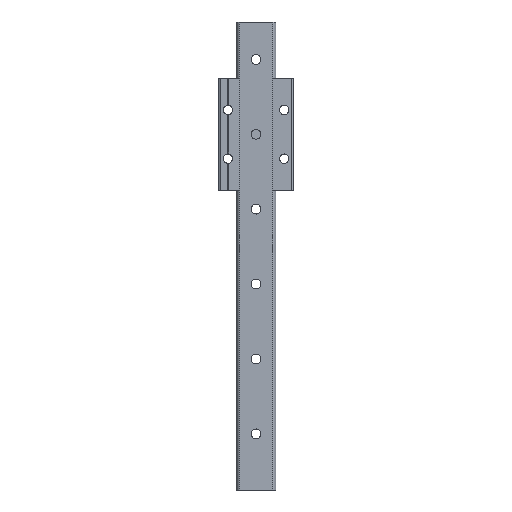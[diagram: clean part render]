
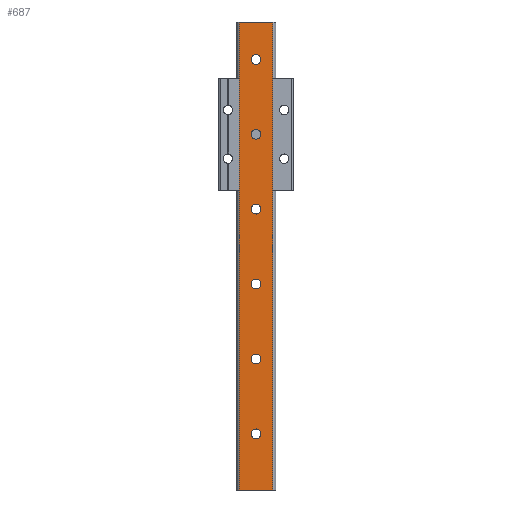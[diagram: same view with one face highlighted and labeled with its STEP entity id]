
A CAD part, front view. The second image highlights one B-rep face of the part: STEP entity #687.
In plain terms, the highlighted planar face has unit normal (0, -1, 0).
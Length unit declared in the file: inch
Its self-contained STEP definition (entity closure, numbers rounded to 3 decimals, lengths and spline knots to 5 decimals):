
#71 = DIRECTION ( 'NONE',  ( 1., 0., 0. ) ) ;
#75 = CARTESIAN_POINT ( 'NONE',  ( -0.17379, 0., -4.9213 ) ) ;
#84 = EDGE_CURVE ( 'NONE', #2443, #8649, #4894, .T. ) ;
#171 = VERTEX_POINT ( 'NONE', #282 ) ;
#229 = DIRECTION ( 'NONE',  ( 0., 0., 1. ) ) ;
#261 = CIRCLE ( 'NONE', #4116, 0.05118 ) ;
#282 = CARTESIAN_POINT ( 'NONE',  ( 0., 0., -4.27953 ) ) ;
#411 = EDGE_LOOP ( 'NONE', ( #8693, #2351 ) ) ;
#424 = DIRECTION ( 'NONE',  ( 1., 0., 0. ) ) ;
#446 = CARTESIAN_POINT ( 'NONE',  ( 0.17379, 0., 0. ) ) ;
#474 = CARTESIAN_POINT ( 'NONE',  ( 0., 0., -3.54331 ) ) ;
#609 = EDGE_LOOP ( 'NONE', ( #682, #3076 ) ) ;
#682 = ORIENTED_EDGE ( 'NONE', *, *, #2166, .T. ) ;
#687 = ADVANCED_FACE ( 'NONE', ( #1668, #5168, #1572, #8018, #6441, #5714, #3046 ), #3785, .T. ) ;
#771 = CARTESIAN_POINT ( 'NONE',  ( -0.17379, 0., 0. ) ) ;
#811 = AXIS2_PLACEMENT_3D ( 'NONE', #3956, #7515, #6767 ) ;
#830 = EDGE_CURVE ( 'NONE', #171, #1693, #2065, .T. ) ;
#846 = CIRCLE ( 'NONE', #7192, 0.05118 ) ;
#887 = AXIS2_PLACEMENT_3D ( 'NONE', #75, #8553, #5030 ) ;
#895 = AXIS2_PLACEMENT_3D ( 'NONE', #4454, #3028, #7960 ) ;
#973 = AXIS2_PLACEMENT_3D ( 'NONE', #7789, #1335, #6958 ) ;
#1006 = CIRCLE ( 'NONE', #2209, 0.05118 ) ;
#1110 = VERTEX_POINT ( 'NONE', #8576 ) ;
#1153 = CARTESIAN_POINT ( 'NONE',  ( 0.17379, 0., -4.9213 ) ) ;
#1197 = CIRCLE ( 'NONE', #6786, 0.05118 ) ;
#1335 = DIRECTION ( 'NONE',  ( 0., 1., 0. ) ) ;
#1381 = CARTESIAN_POINT ( 'NONE',  ( 0., 0., -1.12992 ) ) ;
#1408 = ORIENTED_EDGE ( 'NONE', *, *, #830, .T. ) ;
#1551 = ORIENTED_EDGE ( 'NONE', *, *, #6068, .T. ) ;
#1572 = FACE_BOUND ( 'NONE', #2163, .T. ) ;
#1621 = ORIENTED_EDGE ( 'NONE', *, *, #4450, .T. ) ;
#1637 = CARTESIAN_POINT ( 'NONE',  ( 0., 0., -0.34252 ) ) ;
#1668 = FACE_BOUND ( 'NONE', #7619, .T. ) ;
#1693 = VERTEX_POINT ( 'NONE', #8590 ) ;
#1725 = CARTESIAN_POINT ( 'NONE',  ( 0., 0., -2.70472 ) ) ;
#1727 = EDGE_LOOP ( 'NONE', ( #7105, #6268 ) ) ;
#1728 = CIRCLE ( 'NONE', #973, 0.05118 ) ;
#1805 = DIRECTION ( 'NONE',  ( 0., 1., 0. ) ) ;
#1881 = VERTEX_POINT ( 'NONE', #4384 ) ;
#1922 = VERTEX_POINT ( 'NONE', #7350 ) ;
#1945 = DIRECTION ( 'NONE',  ( 0., 0., 1. ) ) ;
#2065 = CIRCLE ( 'NONE', #5864, 0.05118 ) ;
#2112 = EDGE_CURVE ( 'NONE', #1110, #3461, #7800, .T. ) ;
#2163 = EDGE_LOOP ( 'NONE', ( #7893, #6737 ) ) ;
#2166 = EDGE_CURVE ( 'NONE', #2332, #1881, #5389, .T. ) ;
#2209 = AXIS2_PLACEMENT_3D ( 'NONE', #5333, #6745, #8813 ) ;
#2332 = VERTEX_POINT ( 'NONE', #1381 ) ;
#2351 = ORIENTED_EDGE ( 'NONE', *, *, #5380, .T. ) ;
#2367 = CARTESIAN_POINT ( 'NONE',  ( 0.17379, 0., -4.9213 ) ) ;
#2411 = CARTESIAN_POINT ( 'NONE',  ( 0., 0., -1.1811 ) ) ;
#2439 = DIRECTION ( 'NONE',  ( 0., 1., 0. ) ) ;
#2443 = VERTEX_POINT ( 'NONE', #3215 ) ;
#2463 = CIRCLE ( 'NONE', #811, 0.05118 ) ;
#2617 = CARTESIAN_POINT ( 'NONE',  ( -0.17379, 0., -4.9213 ) ) ;
#2651 = AXIS2_PLACEMENT_3D ( 'NONE', #5041, #7859, #6543 ) ;
#2706 = ORIENTED_EDGE ( 'NONE', *, *, #84, .T. ) ;
#2730 = ORIENTED_EDGE ( 'NONE', *, *, #2869, .T. ) ;
#2849 = CARTESIAN_POINT ( 'NONE',  ( 0., 0., -0.44488 ) ) ;
#2869 = EDGE_CURVE ( 'NONE', #1693, #171, #2463, .T. ) ;
#3007 = VERTEX_POINT ( 'NONE', #4930 ) ;
#3028 = DIRECTION ( 'NONE',  ( 0., 1., 0. ) ) ;
#3032 = CARTESIAN_POINT ( 'NONE',  ( 0., 0., -4.33071 ) ) ;
#3046 = FACE_OUTER_BOUND ( 'NONE', #4167, .T. ) ;
#3076 = ORIENTED_EDGE ( 'NONE', *, *, #3094, .T. ) ;
#3094 = EDGE_CURVE ( 'NONE', #1881, #2332, #1728, .T. ) ;
#3215 = CARTESIAN_POINT ( 'NONE',  ( 0., 0., -2.01969 ) ) ;
#3224 = CARTESIAN_POINT ( 'NONE',  ( -0.17379, 0., -4.9213 ) ) ;
#3461 = VERTEX_POINT ( 'NONE', #446 ) ;
#3553 = DIRECTION ( 'NONE',  ( 0., 1., 0. ) ) ;
#3594 = DIRECTION ( 'NONE',  ( 0., 0., 1. ) ) ;
#3757 = CARTESIAN_POINT ( 'NONE',  ( 0., 0., -2.75591 ) ) ;
#3785 = PLANE ( 'NONE',  #887 ) ;
#3850 = AXIS2_PLACEMENT_3D ( 'NONE', #6618, #1805, #5971 ) ;
#3918 = VECTOR ( 'NONE', #71, 39.37008 ) ;
#3956 = CARTESIAN_POINT ( 'NONE',  ( 0., 0., -4.33071 ) ) ;
#4116 = AXIS2_PLACEMENT_3D ( 'NONE', #3757, #6557, #229 ) ;
#4119 = EDGE_CURVE ( 'NONE', #8473, #8997, #1006, .T. ) ;
#4167 = EDGE_LOOP ( 'NONE', ( #7267, #5681, #8125, #1551 ) ) ;
#4171 = EDGE_CURVE ( 'NONE', #3007, #1922, #846, .T. ) ;
#4265 = EDGE_CURVE ( 'NONE', #5856, #6638, #6752, .T. ) ;
#4384 = CARTESIAN_POINT ( 'NONE',  ( 0., 0., -1.23228 ) ) ;
#4416 = CARTESIAN_POINT ( 'NONE',  ( -0.17379, 0., -4.9213 ) ) ;
#4450 = EDGE_CURVE ( 'NONE', #8649, #2443, #5598, .T. ) ;
#4454 = CARTESIAN_POINT ( 'NONE',  ( 0., 0., -1.9685 ) ) ;
#4638 = CARTESIAN_POINT ( 'NONE',  ( 0., 0., -3.54331 ) ) ;
#4782 = EDGE_CURVE ( 'NONE', #6638, #5856, #261, .T. ) ;
#4864 = AXIS2_PLACEMENT_3D ( 'NONE', #7044, #3553, #6341 ) ;
#4894 = CIRCLE ( 'NONE', #895, 0.05118 ) ;
#4908 = VECTOR ( 'NONE', #5434, 39.37008 ) ;
#4930 = CARTESIAN_POINT ( 'NONE',  ( 0., 0., -3.49213 ) ) ;
#5030 = DIRECTION ( 'NONE',  ( 0., 0., -1. ) ) ;
#5041 = CARTESIAN_POINT ( 'NONE',  ( 0., 0., -2.75591 ) ) ;
#5168 = FACE_BOUND ( 'NONE', #411, .T. ) ;
#5203 = CARTESIAN_POINT ( 'NONE',  ( 0., 0., -2.80709 ) ) ;
#5210 = DIRECTION ( 'NONE',  ( 0., 0., 1. ) ) ;
#5285 = DIRECTION ( 'NONE',  ( 0., 0., 1. ) ) ;
#5333 = CARTESIAN_POINT ( 'NONE',  ( 0., 0., -0.3937 ) ) ;
#5380 = EDGE_CURVE ( 'NONE', #1922, #3007, #1197, .T. ) ;
#5389 = CIRCLE ( 'NONE', #9092, 0.05118 ) ;
#5415 = DIRECTION ( 'NONE',  ( 0., 0., 1. ) ) ;
#5434 = DIRECTION ( 'NONE',  ( 0., 0., 1. ) ) ;
#5598 = CIRCLE ( 'NONE', #4864, 0.05118 ) ;
#5644 = VECTOR ( 'NONE', #424, 39.37008 ) ;
#5681 = ORIENTED_EDGE ( 'NONE', *, *, #8068, .F. ) ;
#5714 = FACE_BOUND ( 'NONE', #1727, .T. ) ;
#5856 = VERTEX_POINT ( 'NONE', #1725 ) ;
#5864 = AXIS2_PLACEMENT_3D ( 'NONE', #3032, #8677, #3594 ) ;
#5968 = LINE ( 'NONE', #2617, #4908 ) ;
#5971 = DIRECTION ( 'NONE',  ( 0., 0., 1. ) ) ;
#6048 = CIRCLE ( 'NONE', #3850, 0.05118 ) ;
#6068 = EDGE_CURVE ( 'NONE', #7009, #3461, #6831, .T. ) ;
#6179 = VECTOR ( 'NONE', #5415, 39.37008 ) ;
#6268 = ORIENTED_EDGE ( 'NONE', *, *, #6630, .T. ) ;
#6341 = DIRECTION ( 'NONE',  ( 0., 0., 1. ) ) ;
#6441 = FACE_BOUND ( 'NONE', #609, .T. ) ;
#6543 = DIRECTION ( 'NONE',  ( 0., 0., 1. ) ) ;
#6557 = DIRECTION ( 'NONE',  ( 0., 1., 0. ) ) ;
#6618 = CARTESIAN_POINT ( 'NONE',  ( 0., 0., -0.3937 ) ) ;
#6630 = EDGE_CURVE ( 'NONE', #8997, #8473, #6048, .T. ) ;
#6638 = VERTEX_POINT ( 'NONE', #5203 ) ;
#6737 = ORIENTED_EDGE ( 'NONE', *, *, #4782, .T. ) ;
#6745 = DIRECTION ( 'NONE',  ( 0., 1., 0. ) ) ;
#6752 = CIRCLE ( 'NONE', #2651, 0.05118 ) ;
#6767 = DIRECTION ( 'NONE',  ( 0., 0., 1. ) ) ;
#6786 = AXIS2_PLACEMENT_3D ( 'NONE', #474, #8257, #1945 ) ;
#6831 = LINE ( 'NONE', #1153, #6179 ) ;
#6958 = DIRECTION ( 'NONE',  ( 0., 0., 1. ) ) ;
#7009 = VERTEX_POINT ( 'NONE', #2367 ) ;
#7044 = CARTESIAN_POINT ( 'NONE',  ( 0., 0., -1.9685 ) ) ;
#7105 = ORIENTED_EDGE ( 'NONE', *, *, #4119, .T. ) ;
#7192 = AXIS2_PLACEMENT_3D ( 'NONE', #4638, #2439, #5285 ) ;
#7267 = ORIENTED_EDGE ( 'NONE', *, *, #2112, .F. ) ;
#7350 = CARTESIAN_POINT ( 'NONE',  ( 0., 0., -3.59449 ) ) ;
#7378 = EDGE_CURVE ( 'NONE', #8749, #7009, #7467, .T. ) ;
#7467 = LINE ( 'NONE', #3224, #5644 ) ;
#7515 = DIRECTION ( 'NONE',  ( 0., 1., 0. ) ) ;
#7619 = EDGE_LOOP ( 'NONE', ( #1408, #2730 ) ) ;
#7789 = CARTESIAN_POINT ( 'NONE',  ( 0., 0., -1.1811 ) ) ;
#7800 = LINE ( 'NONE', #771, #3918 ) ;
#7859 = DIRECTION ( 'NONE',  ( 0., 1., 0. ) ) ;
#7893 = ORIENTED_EDGE ( 'NONE', *, *, #4265, .T. ) ;
#7925 = DIRECTION ( 'NONE',  ( 0., 1., 0. ) ) ;
#7960 = DIRECTION ( 'NONE',  ( 0., 0., 1. ) ) ;
#8018 = FACE_BOUND ( 'NONE', #8648, .T. ) ;
#8068 = EDGE_CURVE ( 'NONE', #8749, #1110, #5968, .T. ) ;
#8125 = ORIENTED_EDGE ( 'NONE', *, *, #7378, .T. ) ;
#8257 = DIRECTION ( 'NONE',  ( 0., 1., 0. ) ) ;
#8473 = VERTEX_POINT ( 'NONE', #1637 ) ;
#8553 = DIRECTION ( 'NONE',  ( 0., -1., 0. ) ) ;
#8576 = CARTESIAN_POINT ( 'NONE',  ( -0.17379, 0., 0. ) ) ;
#8590 = CARTESIAN_POINT ( 'NONE',  ( 0., 0., -4.38189 ) ) ;
#8648 = EDGE_LOOP ( 'NONE', ( #1621, #2706 ) ) ;
#8649 = VERTEX_POINT ( 'NONE', #9128 ) ;
#8677 = DIRECTION ( 'NONE',  ( 0., 1., 0. ) ) ;
#8693 = ORIENTED_EDGE ( 'NONE', *, *, #4171, .T. ) ;
#8749 = VERTEX_POINT ( 'NONE', #4416 ) ;
#8813 = DIRECTION ( 'NONE',  ( 0., 0., 1. ) ) ;
#8997 = VERTEX_POINT ( 'NONE', #2849 ) ;
#9092 = AXIS2_PLACEMENT_3D ( 'NONE', #2411, #7925, #5210 ) ;
#9128 = CARTESIAN_POINT ( 'NONE',  ( 0., 0., -1.91732 ) ) ;
